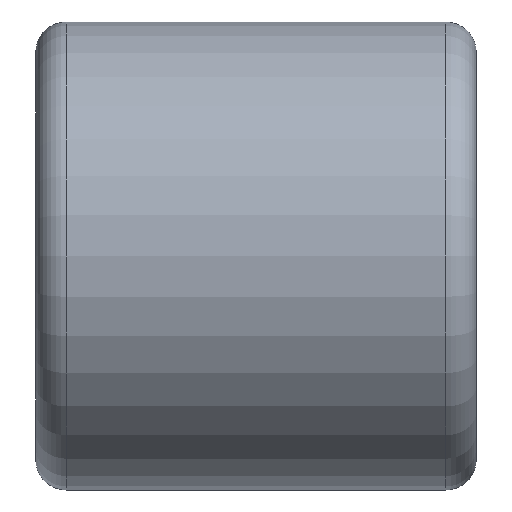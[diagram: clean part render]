
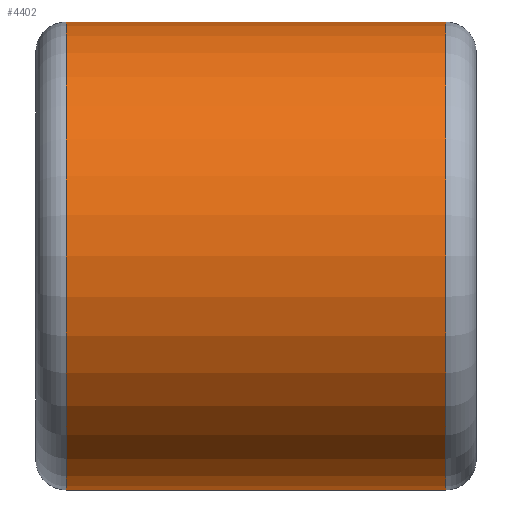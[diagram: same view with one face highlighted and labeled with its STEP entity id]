
A CAD part, front view. The second image highlights one B-rep face of the part: STEP entity #4402.
In plain terms, the highlighted cylindrical face has radius 42.5 mm (diameter 85 mm), a partial arc.
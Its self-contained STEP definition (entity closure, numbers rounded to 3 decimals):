
#1 = DIRECTION ( 'NONE',  ( 0., 0., 1. ) ) ;
#16 = CARTESIAN_POINT ( 'NONE',  ( -57.637, 0., 334.487 ) ) ;
#20 = VERTEX_POINT ( 'NONE', #204 ) ;
#123 = VERTEX_POINT ( 'NONE', #3108 ) ;
#150 = CYLINDRICAL_SURFACE ( 'NONE', #378, 42.5 ) ;
#204 = CARTESIAN_POINT ( 'NONE',  ( 34.5, 0., 334.487 ) ) ;
#205 = ORIENTED_EDGE ( 'NONE', *, *, #3392, .F. ) ;
#331 = EDGE_CURVE ( 'NONE', #20, #4246, #2026, .T. ) ;
#378 = AXIS2_PLACEMENT_3D ( 'NONE', #2854, #1786, #1 ) ;
#795 = ORIENTED_EDGE ( 'NONE', *, *, #331, .T. ) ;
#1039 = AXIS2_PLACEMENT_3D ( 'NONE', #4011, #1437, #1881 ) ;
#1083 = DIRECTION ( 'NONE',  ( -1., 0., 0. ) ) ;
#1115 = VECTOR ( 'NONE', #1083, 1000. ) ;
#1437 = DIRECTION ( 'NONE',  ( -1., 0., 0. ) ) ;
#1570 = CIRCLE ( 'NONE', #4366, 42.5 ) ;
#1786 = DIRECTION ( 'NONE',  ( -1., 0., 0. ) ) ;
#1864 = DIRECTION ( 'NONE',  ( 1., 0., 0. ) ) ;
#1881 = DIRECTION ( 'NONE',  ( 0., 0., 1. ) ) ;
#2016 = VECTOR ( 'NONE', #2842, 1000. ) ;
#2026 = LINE ( 'NONE', #16, #2016 ) ;
#2216 = VERTEX_POINT ( 'NONE', #3818 ) ;
#2717 = EDGE_LOOP ( 'NONE', ( #205, #3431, #795, #3662 ) ) ;
#2842 = DIRECTION ( 'NONE',  ( -1., 0., 0. ) ) ;
#2854 = CARTESIAN_POINT ( 'NONE',  ( -57.637, 0., 291.987 ) ) ;
#2902 = EDGE_CURVE ( 'NONE', #4246, #2216, #1570, .T. ) ;
#3108 = CARTESIAN_POINT ( 'NONE',  ( 34.5, 0., 249.487 ) ) ;
#3327 = CIRCLE ( 'NONE', #1039, 42.5 ) ;
#3389 = FACE_OUTER_BOUND ( 'NONE', #2717, .T. ) ;
#3392 = EDGE_CURVE ( 'NONE', #123, #2216, #3654, .T. ) ;
#3431 = ORIENTED_EDGE ( 'NONE', *, *, #3530, .T. ) ;
#3530 = EDGE_CURVE ( 'NONE', #123, #20, #3327, .T. ) ;
#3617 = DIRECTION ( 'NONE',  ( 0., 0., -1. ) ) ;
#3654 = LINE ( 'NONE', #4314, #1115 ) ;
#3662 = ORIENTED_EDGE ( 'NONE', *, *, #2902, .T. ) ;
#3818 = CARTESIAN_POINT ( 'NONE',  ( -34.5, 0., 249.487 ) ) ;
#4011 = CARTESIAN_POINT ( 'NONE',  ( 34.5, 0., 291.987 ) ) ;
#4036 = CARTESIAN_POINT ( 'NONE',  ( -34.5, 0., 334.487 ) ) ;
#4246 = VERTEX_POINT ( 'NONE', #4036 ) ;
#4314 = CARTESIAN_POINT ( 'NONE',  ( -57.637, 0., 249.487 ) ) ;
#4345 = CARTESIAN_POINT ( 'NONE',  ( -34.5, 0., 291.987 ) ) ;
#4366 = AXIS2_PLACEMENT_3D ( 'NONE', #4345, #1864, #3617 ) ;
#4402 = ADVANCED_FACE ( 'NONE', ( #3389 ), #150, .T. ) ;
